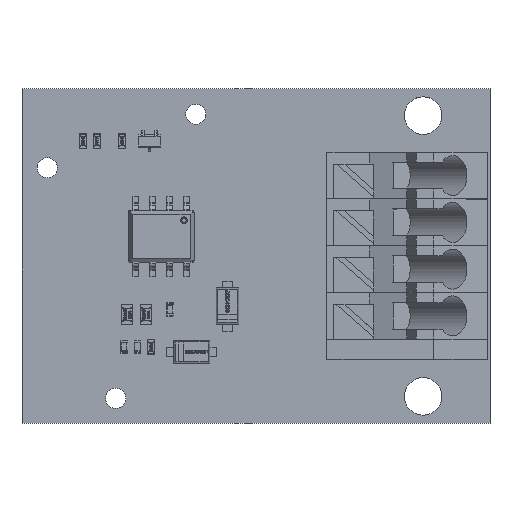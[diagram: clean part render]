
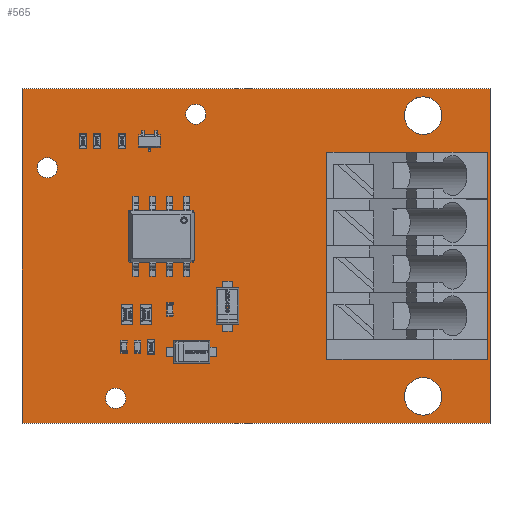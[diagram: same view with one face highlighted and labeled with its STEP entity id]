
A CAD part, top view. The second image highlights one B-rep face of the part: STEP entity #565.
In plain terms, the highlighted planar face has unit normal (0, 0, 1).
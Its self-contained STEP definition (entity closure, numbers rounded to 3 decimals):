
#112 = VERTEX_POINT('',#113);
#113 = CARTESIAN_POINT('',(0.,0.,1.016));
#119 = EDGE_CURVE('',#112,#120,#122,.T.);
#120 = VERTEX_POINT('',#121);
#121 = CARTESIAN_POINT('',(35.,0.,1.016));
#122 = LINE('',#123,#124);
#123 = CARTESIAN_POINT('',(0.,0.,1.016));
#124 = VECTOR('',#125,1.);
#125 = DIRECTION('',(1.,0.,0.));
#150 = EDGE_CURVE('',#120,#151,#153,.T.);
#151 = VERTEX_POINT('',#152);
#152 = CARTESIAN_POINT('',(35.,25.,1.016));
#153 = LINE('',#154,#155);
#154 = CARTESIAN_POINT('',(35.,0.,1.016));
#155 = VECTOR('',#156,1.);
#156 = DIRECTION('',(0.,1.,0.));
#181 = EDGE_CURVE('',#151,#182,#184,.T.);
#182 = VERTEX_POINT('',#183);
#183 = CARTESIAN_POINT('',(0.,25.,1.016));
#184 = LINE('',#185,#186);
#185 = CARTESIAN_POINT('',(35.,25.,1.016));
#186 = VECTOR('',#187,1.);
#187 = DIRECTION('',(-1.,0.,0.));
#212 = EDGE_CURVE('',#182,#112,#213,.T.);
#213 = LINE('',#214,#215);
#214 = CARTESIAN_POINT('',(0.,25.,1.016));
#215 = VECTOR('',#216,1.);
#216 = DIRECTION('',(0.,-1.,0.));
#236 = VERTEX_POINT('',#237);
#237 = CARTESIAN_POINT('',(7.75,1.85,1.016));
#243 = EDGE_CURVE('',#236,#236,#244,.T.);
#244 = CIRCLE('',#245,0.75);
#245 = AXIS2_PLACEMENT_3D('',#246,#247,#248);
#246 = CARTESIAN_POINT('',(7.,1.85,1.016));
#247 = DIRECTION('',(0.,0.,1.));
#248 = DIRECTION('',(1.,0.,0.));
#269 = VERTEX_POINT('',#270);
#270 = CARTESIAN_POINT('',(25.699,18.501,1.016));
#276 = EDGE_CURVE('',#269,#269,#277,.T.);
#277 = CIRCLE('',#278,0.6);
#278 = AXIS2_PLACEMENT_3D('',#279,#280,#281);
#279 = CARTESIAN_POINT('',(25.099,18.501,1.016));
#280 = DIRECTION('',(0.,0.,1.));
#281 = DIRECTION('',(1.,0.,0.));
#302 = VERTEX_POINT('',#303);
#303 = CARTESIAN_POINT('',(2.65,19.1,1.016));
#309 = EDGE_CURVE('',#302,#302,#310,.T.);
#310 = CIRCLE('',#311,0.75);
#311 = AXIS2_PLACEMENT_3D('',#312,#313,#314);
#312 = CARTESIAN_POINT('',(1.9,19.1,1.016));
#313 = DIRECTION('',(0.,0.,1.));
#314 = DIRECTION('',(1.,0.,0.));
#335 = VERTEX_POINT('',#336);
#336 = CARTESIAN_POINT('',(13.75,23.1,1.016));
#342 = EDGE_CURVE('',#335,#335,#343,.T.);
#343 = CIRCLE('',#344,0.75);
#344 = AXIS2_PLACEMENT_3D('',#345,#346,#347);
#345 = CARTESIAN_POINT('',(13.,23.1,1.016));
#346 = DIRECTION('',(0.,0.,1.));
#347 = DIRECTION('',(1.,0.,0.));
#368 = VERTEX_POINT('',#369);
#369 = CARTESIAN_POINT('',(30.699,8.001,1.016));
#375 = EDGE_CURVE('',#368,#368,#376,.T.);
#376 = CIRCLE('',#377,0.6);
#377 = AXIS2_PLACEMENT_3D('',#378,#379,#380);
#378 = CARTESIAN_POINT('',(30.099,8.001,1.016));
#379 = DIRECTION('',(0.,0.,1.));
#380 = DIRECTION('',(1.,0.,0.));
#401 = VERTEX_POINT('',#402);
#402 = CARTESIAN_POINT('',(31.4,2.,1.016));
#408 = EDGE_CURVE('',#401,#401,#409,.T.);
#409 = CIRCLE('',#410,1.4);
#410 = AXIS2_PLACEMENT_3D('',#411,#412,#413);
#411 = CARTESIAN_POINT('',(30.,2.,1.016));
#412 = DIRECTION('',(0.,0.,1.));
#413 = DIRECTION('',(1.,0.,0.));
#434 = VERTEX_POINT('',#435);
#435 = CARTESIAN_POINT('',(25.699,11.501,1.016));
#441 = EDGE_CURVE('',#434,#434,#442,.T.);
#442 = CIRCLE('',#443,0.6);
#443 = AXIS2_PLACEMENT_3D('',#444,#445,#446);
#444 = CARTESIAN_POINT('',(25.099,11.501,1.016));
#445 = DIRECTION('',(0.,0.,1.));
#446 = DIRECTION('',(1.,0.,0.));
#467 = VERTEX_POINT('',#468);
#468 = CARTESIAN_POINT('',(30.699,15.001,1.016));
#474 = EDGE_CURVE('',#467,#467,#475,.T.);
#475 = CIRCLE('',#476,0.6);
#476 = AXIS2_PLACEMENT_3D('',#477,#478,#479);
#477 = CARTESIAN_POINT('',(30.099,15.001,1.016));
#478 = DIRECTION('',(0.,0.,1.));
#479 = DIRECTION('',(1.,0.,0.));
#500 = VERTEX_POINT('',#501);
#501 = CARTESIAN_POINT('',(31.4,23.,1.016));
#507 = EDGE_CURVE('',#500,#500,#508,.T.);
#508 = CIRCLE('',#509,1.4);
#509 = AXIS2_PLACEMENT_3D('',#510,#511,#512);
#510 = CARTESIAN_POINT('',(30.,23.,1.016));
#511 = DIRECTION('',(0.,0.,1.));
#512 = DIRECTION('',(1.,0.,0.));
#565 = ADVANCED_FACE('',(#566,#572,#575,#578,#581,#584,#587,#590,#593,
    #596),#599,.F.);
#566 = FACE_BOUND('',#567,.T.);
#567 = EDGE_LOOP('',(#568,#569,#570,#571));
#568 = ORIENTED_EDGE('',*,*,#119,.T.);
#569 = ORIENTED_EDGE('',*,*,#150,.T.);
#570 = ORIENTED_EDGE('',*,*,#181,.T.);
#571 = ORIENTED_EDGE('',*,*,#212,.T.);
#572 = FACE_BOUND('',#573,.F.);
#573 = EDGE_LOOP('',(#574));
#574 = ORIENTED_EDGE('',*,*,#243,.T.);
#575 = FACE_BOUND('',#576,.F.);
#576 = EDGE_LOOP('',(#577));
#577 = ORIENTED_EDGE('',*,*,#276,.T.);
#578 = FACE_BOUND('',#579,.F.);
#579 = EDGE_LOOP('',(#580));
#580 = ORIENTED_EDGE('',*,*,#309,.T.);
#581 = FACE_BOUND('',#582,.F.);
#582 = EDGE_LOOP('',(#583));
#583 = ORIENTED_EDGE('',*,*,#342,.T.);
#584 = FACE_BOUND('',#585,.F.);
#585 = EDGE_LOOP('',(#586));
#586 = ORIENTED_EDGE('',*,*,#375,.T.);
#587 = FACE_BOUND('',#588,.F.);
#588 = EDGE_LOOP('',(#589));
#589 = ORIENTED_EDGE('',*,*,#408,.T.);
#590 = FACE_BOUND('',#591,.F.);
#591 = EDGE_LOOP('',(#592));
#592 = ORIENTED_EDGE('',*,*,#441,.T.);
#593 = FACE_BOUND('',#594,.F.);
#594 = EDGE_LOOP('',(#595));
#595 = ORIENTED_EDGE('',*,*,#474,.T.);
#596 = FACE_BOUND('',#597,.F.);
#597 = EDGE_LOOP('',(#598));
#598 = ORIENTED_EDGE('',*,*,#507,.T.);
#599 = PLANE('',#600);
#600 = AXIS2_PLACEMENT_3D('',#601,#602,#603);
#601 = CARTESIAN_POINT('',(0.,0.,1.016));
#602 = DIRECTION('',(0.,0.,-1.));
#603 = DIRECTION('',(-1.,0.,0.));
